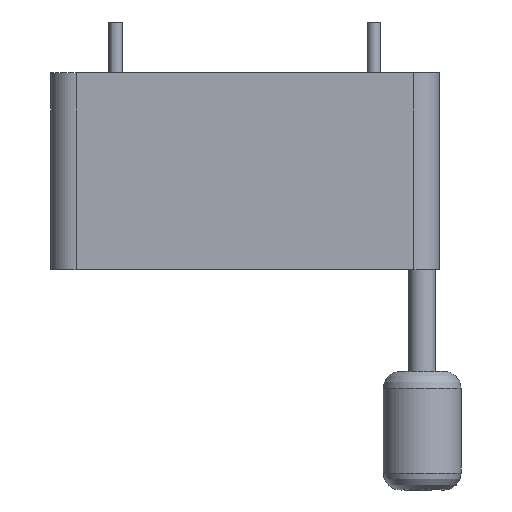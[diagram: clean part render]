
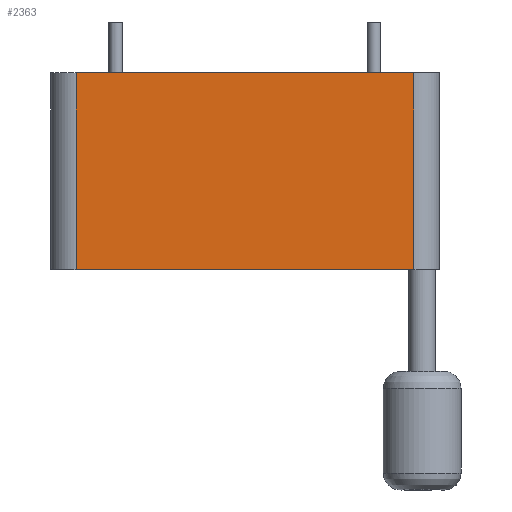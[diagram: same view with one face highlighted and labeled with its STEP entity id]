
A CAD part, left-side view. The second image highlights one B-rep face of the part: STEP entity #2363.
In plain terms, the highlighted free-form (B-spline) face has degree [1, 1] with [2, 2] control points.
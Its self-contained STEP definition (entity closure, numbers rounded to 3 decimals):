
#419 = VERTEX_POINT('',#420);
#420 = CARTESIAN_POINT('',(-41.342,12.503,
    -14.576));
#461 = VERTEX_POINT('',#462);
#462 = CARTESIAN_POINT('',(-41.342,-12.503,
    -14.576));
#468 = EDGE_CURVE('',#461,#419,#469,.T.);
#469 = B_SPLINE_CURVE_WITH_KNOTS('',1,(#470,#471),.UNSPECIFIED.,.F.,.F.,
  (2,2),(1.5,21.4),.PIECEWISE_BEZIER_KNOTS.);
#470 = CARTESIAN_POINT('',(-41.342,-12.503,
    -14.576));
#471 = CARTESIAN_POINT('',(-41.342,12.503,
    -14.576));
#1684 = VERTEX_POINT('',#1685);
#1685 = CARTESIAN_POINT('',(-41.342,12.503,0.));
#1725 = VERTEX_POINT('',#1726);
#1726 = CARTESIAN_POINT('',(-41.342,-12.503,0.));
#1732 = EDGE_CURVE('',#1725,#1684,#1733,.T.);
#1733 = B_SPLINE_CURVE_WITH_KNOTS('',1,(#1734,#1735),.UNSPECIFIED.,.F.,
  .F.,(2,2),(1.5,21.4),.PIECEWISE_BEZIER_KNOTS.);
#1734 = CARTESIAN_POINT('',(-41.342,-12.503,0.));
#1735 = CARTESIAN_POINT('',(-41.342,12.503,0.));
#2306 = EDGE_CURVE('',#1725,#461,#2307,.T.);
#2307 = B_SPLINE_CURVE_WITH_KNOTS('',1,(#2308,#2309),.UNSPECIFIED.,.F.,
  .F.,(2,2),(-0.,11.6),.PIECEWISE_BEZIER_KNOTS.);
#2308 = CARTESIAN_POINT('',(-41.342,-12.503,0.));
#2309 = CARTESIAN_POINT('',(-41.342,-12.503,
    -14.576));
#2351 = EDGE_CURVE('',#1684,#419,#2352,.T.);
#2352 = B_SPLINE_CURVE_WITH_KNOTS('',1,(#2353,#2354),.UNSPECIFIED.,.F.,
  .F.,(2,2),(-0.,11.6),.PIECEWISE_BEZIER_KNOTS.);
#2353 = CARTESIAN_POINT('',(-41.342,12.503,0.));
#2354 = CARTESIAN_POINT('',(-41.342,12.503,
    -14.576));
#2363 = ADVANCED_FACE('',(#2364),#2370,.F.);
#2364 = FACE_BOUND('',#2365,.F.);
#2365 = EDGE_LOOP('',(#2366,#2367,#2368,#2369));
#2366 = ORIENTED_EDGE('',*,*,#1732,.F.);
#2367 = ORIENTED_EDGE('',*,*,#2306,.T.);
#2368 = ORIENTED_EDGE('',*,*,#468,.T.);
#2369 = ORIENTED_EDGE('',*,*,#2351,.F.);
#2370 = B_SPLINE_SURFACE_WITH_KNOTS('',1,1,(
    (#2371,#2372)
    ,(#2373,#2374
    )),.UNSPECIFIED.,.F.,.F.,.F.,(2,2),(2,2),(1.5,21.4),(-11.6,0.),
  .PIECEWISE_BEZIER_KNOTS.);
#2371 = CARTESIAN_POINT('',(-41.342,-12.503,
    -14.576));
#2372 = CARTESIAN_POINT('',(-41.342,-12.503,0.));
#2373 = CARTESIAN_POINT('',(-41.342,12.503,
    -14.576));
#2374 = CARTESIAN_POINT('',(-41.342,12.503,0.));
